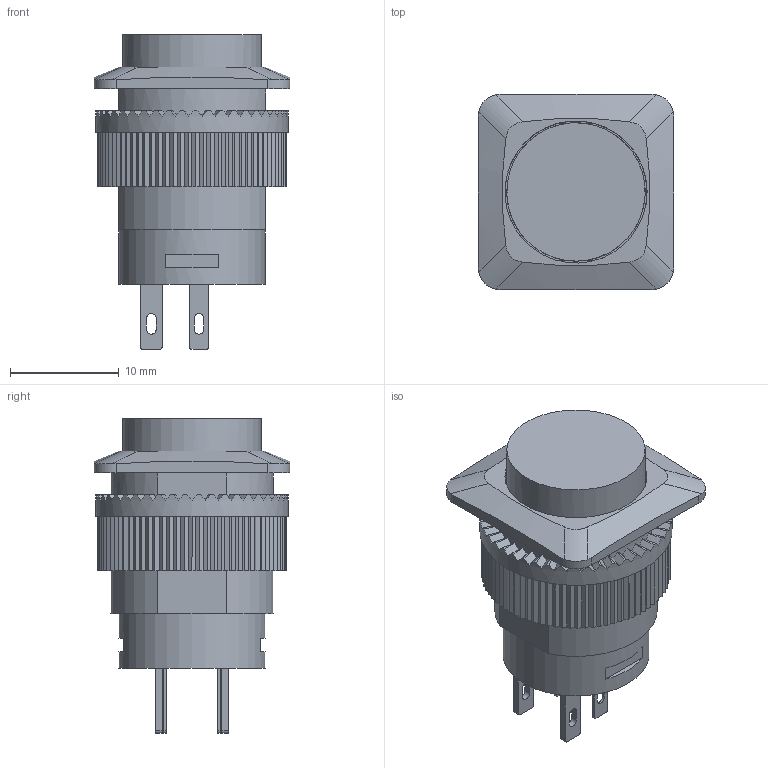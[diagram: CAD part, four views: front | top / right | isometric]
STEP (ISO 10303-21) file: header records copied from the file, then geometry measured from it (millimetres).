
FILE_DESCRIPTION((' '),'2;1');
FILE_NAME('RP3508xBLKxxxxxxNS.stp','2017-07-24T13:19:58',(' '),(' '),' ','ACIS',' ');
FILE_SCHEMA(('CONFIG_CONTROL_DESIGN'));
Length unit declared in the file: inch
Products named in the file (1): RP3508xBLKxxxxxxNS.stp
Bounding box: 18 x 18 x 29 mm (x, y, z)
Volume: 17.5 mm3; surface area: 4708.4 mm2
Topology: 2 solids, 7 shells, 497 faces, 1413 edges, 934 vertices
Faces by surface type: plane 432, cylinder 46, bspline 8, torus 6, sphere 4, cone 1
Full cylindrical faces by diameter (mm): 1.5 x1, 2.25 x1, 4.5 x1, 10 x1, 11 x1, 11.25 x1, 11.75 x1, 12.75 x1, 13.1 x1, 13.5 x1, 17.75 x1
Entity records: 20757 total; most frequent: CARTESIAN_POINT 7553, ORIENTED_EDGE 2772, DIRECTION 2707, EDGE_CURVE 1390, VECTOR 957, LINE 957, VERTEX_POINT 924, AXIS2_PLACEMENT_3D 875
